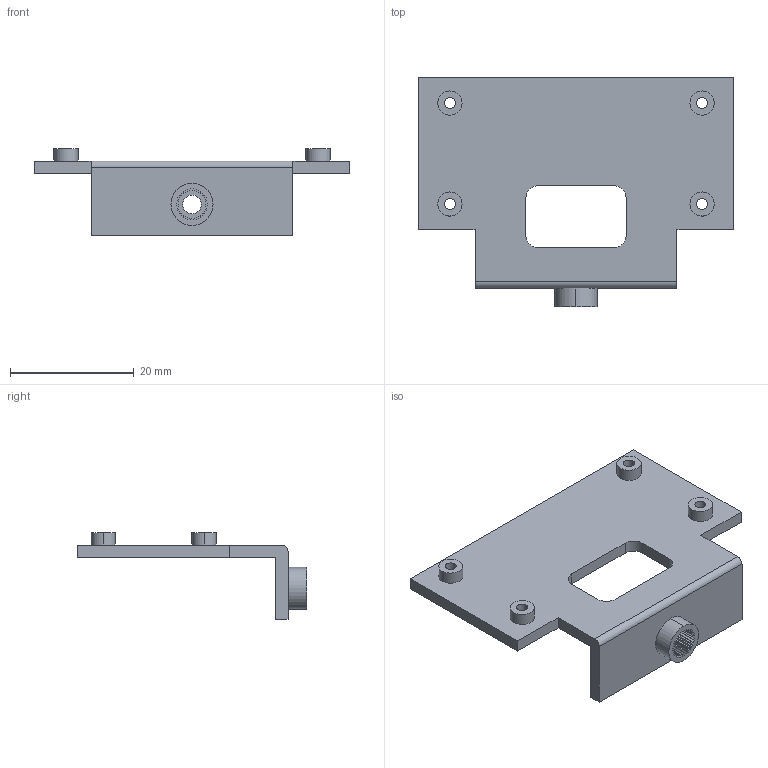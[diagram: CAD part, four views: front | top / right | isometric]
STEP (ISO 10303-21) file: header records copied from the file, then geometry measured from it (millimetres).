
FILE_DESCRIPTION (( 'STEP AP203' ), '1' );
FILE_NAME ('Sensor Mount Bracket_Default_sldprt.STEP', '2025-10-04T22:43:14', ( '' ), ( '' ), 'SwSTEP 2.0', 'SolidWorks 2023', '' );
FILE_SCHEMA (( 'CONFIG_CONTROL_DESIGN' ));
Length unit declared in the file: inch
Products named in the file (1): Sensor Mount Bracket_Default_sldprt
Bounding box: 51 x 37 x 14 mm (x, y, z)
Volume: 3541.4 mm3; surface area: 4234.5 mm2
Topology: 1 solids, 1 shells, 119 faces, 333 edges, 222 vertices
Faces by surface type: plane 94, cylinder 25
Entity records: 3900 total; most frequent: CARTESIAN_POINT 675, ORIENTED_EDGE 666, DIRECTION 623, EDGE_CURVE 333, LINE 283, VECTOR 283, VERTEX_POINT 222, AXIS2_PLACEMENT_3D 170
